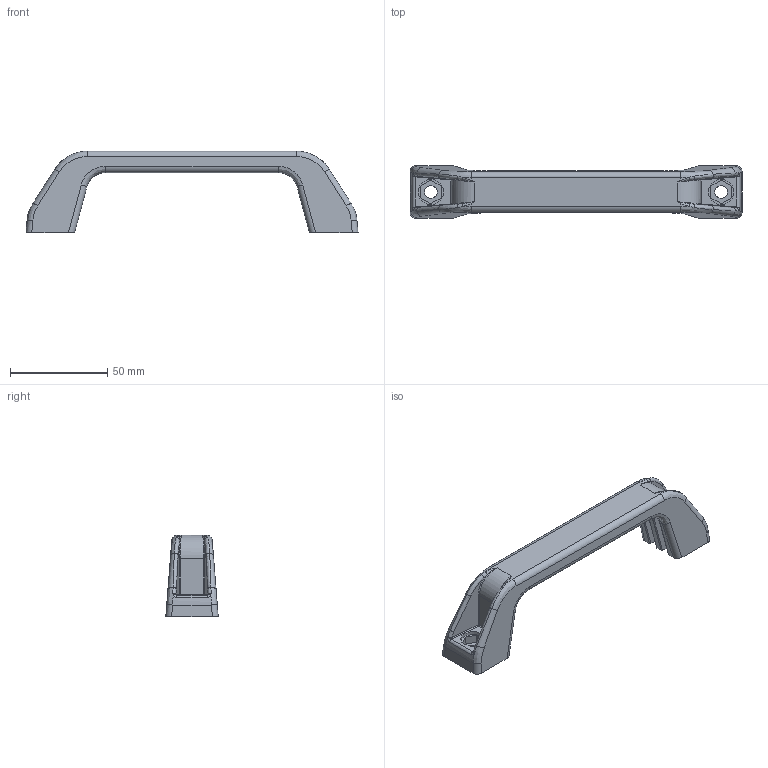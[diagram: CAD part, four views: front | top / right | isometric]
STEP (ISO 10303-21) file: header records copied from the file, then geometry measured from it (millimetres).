
FILE_DESCRIPTION(/* description */ (''),/* implementation_level */ '2;1');
FILE_NAME(/* name */ '620171.stp',/* time_stamp */ '2014-03-13T20:20:09+01:00',/* author */ ('jank'),/* organization */ ('Alutec K&K'),/* preprocessor_version */ 'ST-DEVELOPER v15.2',/* originating_system */ 'Autodesk Inventor 2014',/* authorisation */ '');
FILE_SCHEMA (('AUTOMOTIVE_DESIGN { 1 0 10303 214 3 1 1 }'));
Length unit declared in the file: millimetre
Products named in the file (1): 620171
Bounding box: 171 x 27 x 42 mm (x, y, z)
Volume: 52323.1 mm3; surface area: 19478 mm2
Topology: 1 solids, 1 shells, 234 faces, 581 edges, 361 vertices
Faces by surface type: plane 88, cylinder 84, bspline 50, torus 8, sphere 4
Full cylindrical faces by diameter (mm): 6.5 x2, 13 x2
Entity records: 8199 total; most frequent: CARTESIAN_POINT 2764, ORIENTED_EDGE 1144, DIRECTION 1090, EDGE_CURVE 572, AXIS2_PLACEMENT_3D 409, VERTEX_POINT 360, LINE 272, VECTOR 272
